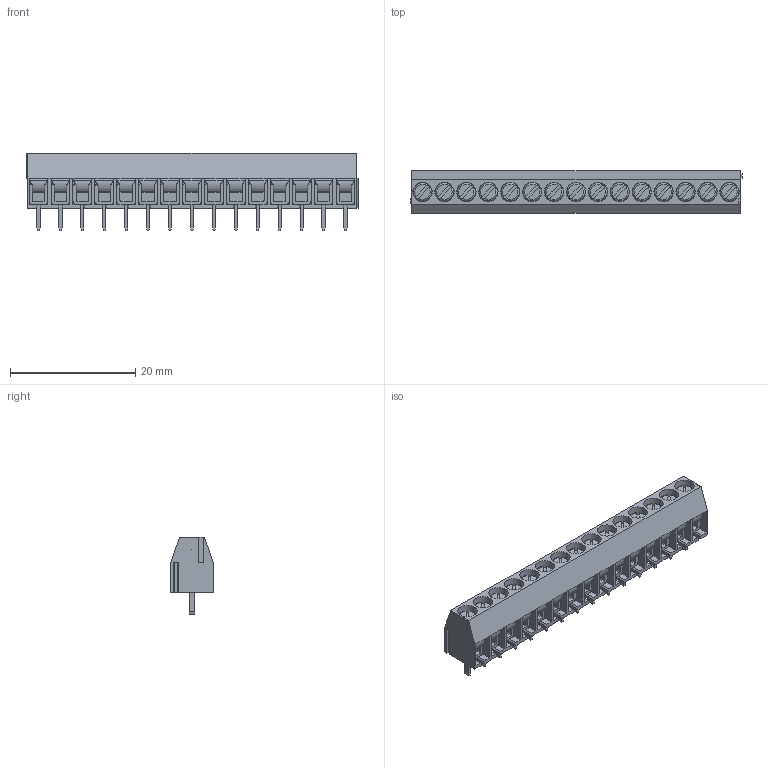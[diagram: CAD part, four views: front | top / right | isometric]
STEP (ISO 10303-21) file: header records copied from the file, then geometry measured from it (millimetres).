
FILE_DESCRIPTION(('FreeCAD Model'),'2;1');
FILE_NAME('Open CASCADE Shape Model','2023-02-18T22:13:17',( 'kicad StepUp'),('ksu MCAD'),'Open CASCADE STEP processor 7.6', 'FreeCAD','Unknown');
FILE_SCHEMA(('AUTOMOTIVE_DESIGN { 1 0 10303 214 1 1 1 1 }'));
Length unit declared in the file: millimetre
Products named in the file (50): PCB_Terminal_Block_15-P3.5; Body355; Body356; Body357; M1.6x4-Screw014; Body358; Body359; Body360; Body361; Body362; Body363; Body364; Body365; Body366; Body367; Body368; Body369; Body370; Body371; Body372; Body373; Body374; Body375; Body376; Body377; Body378; Body379; Body380; Body381; Body382; Body383; Body384; Body385; Body386; Body387; Body388; Body389; Body390; Body391; Body392 ...
Assembly tree (49 placements, depth 2):
  PCB_Terminal_Block_15-P3.5
    Body355
    Body356
    Body357
    M1.6x4-Screw014
    Body358
    Body359
    Body360
    Body361
    Body362
    Body363
    Body364
    Body365
    Body366
    Body367
    Body368
    Body369
    Body370
    Body371
    Body372
    Body373
    Body374
    Body375
    Body376
    Body377
    Body378
    Body379
    Body380
    Body381
    Body382
    Body383
    Body384
    Body385
    Body386
    Body387
    Body388
    Body389
    Body390
    Body391
    Body392
    Body393
    Body394
    Body395
    Body396
    Body397
    Body398
    Body399
    Body402
    Body401
    Body400
Bounding box: 53 x 6.8 x 12.4 mm (x, y, z)
Volume: 2200.7 mm3; surface area: 6882.3 mm2
Topology: 49 solids, 49 shells, 1484 faces, 4016 edges, 2628 vertices
Faces by surface type: plane 974, cylinder 446, revolution 48, cone 16
Full cylindrical faces by diameter (mm): 1.25 x32, 1.6 x16, 1.8 x16, 2.1 x15, 3.1 x15
Entity records: 50273 total; most frequent: CARTESIAN_POINT 10754, ORIENTED_EDGE 8034, DIRECTION 7896, EDGE_CURVE 4016, LINE 2740, VECTOR 2740, VERTEX_POINT 2628, AXIS2_PLACEMENT_3D 2554
